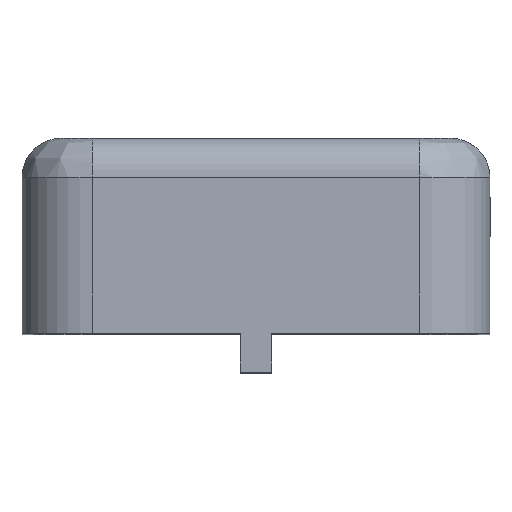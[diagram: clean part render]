
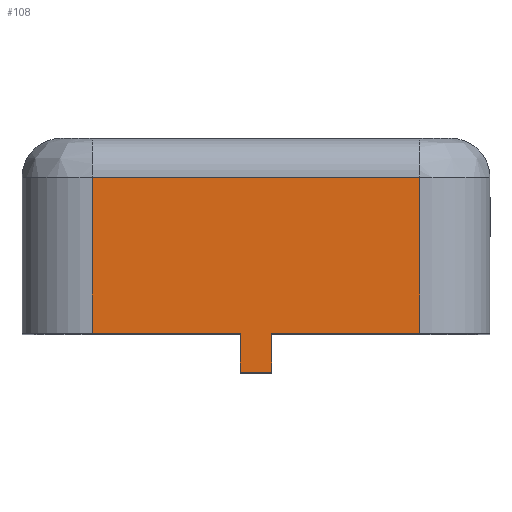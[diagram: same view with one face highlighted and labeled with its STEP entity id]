
A CAD part, top view. The second image highlights one B-rep face of the part: STEP entity #108.
In plain terms, the highlighted planar face has unit normal (0, 0, 1).
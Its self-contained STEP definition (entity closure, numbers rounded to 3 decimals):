
#108 = ADVANCED_FACE( 'NONE', ( #280 ), #281, .T. );
#280 = FACE_OUTER_BOUND( '', #547, .T. );
#281 = PLANE( '', #548 );
#547 = EDGE_LOOP( '', ( #874, #875, #876, #877, #878, #879, #880, #881 ) );
#548 = AXIS2_PLACEMENT_3D( '', #882, #883, #884 );
#874 = ORIENTED_EDGE( '', *, *, #1536, .T. );
#875 = ORIENTED_EDGE( '', *, *, #1537, .F. );
#876 = ORIENTED_EDGE( '', *, *, #1538, .F. );
#877 = ORIENTED_EDGE( '', *, *, #1539, .T. );
#878 = ORIENTED_EDGE( '', *, *, #1540, .T. );
#879 = ORIENTED_EDGE( '', *, *, #1541, .F. );
#880 = ORIENTED_EDGE( '', *, *, #1542, .F. );
#881 = ORIENTED_EDGE( '', *, *, #1543, .T. );
#882 = CARTESIAN_POINT( '', ( -4.2, 0., 10.5 ) );
#883 = DIRECTION( '', ( 0., 0., 1. ) );
#884 = DIRECTION( '', ( 1., 0., 0. ) );
#1536 = EDGE_CURVE( 'NONE', #1824, #1825, #1826, .T. );
#1537 = EDGE_CURVE( 'NONE', #1827, #1825, #1828, .T. );
#1538 = EDGE_CURVE( 'NONE', #1829, #1827, #1830, .T. );
#1539 = EDGE_CURVE( 'NONE', #1829, #1831, #1832, .T. );
#1540 = EDGE_CURVE( 'NONE', #1831, #1833, #1834, .T. );
#1541 = EDGE_CURVE( 'NONE', #1835, #1833, #1836, .T. );
#1542 = EDGE_CURVE( 'NONE', #1782, #1835, #1837, .T. );
#1543 = EDGE_CURVE( 'NONE', #1782, #1824, #1838, .T. );
#1782 = VERTEX_POINT( 'NONE', #2180 );
#1824 = VERTEX_POINT( 'NONE', #2231 );
#1825 = VERTEX_POINT( 'NONE', #2232 );
#1826 = LINE( '', #2233, #2234 );
#1827 = VERTEX_POINT( 'NONE', #2235 );
#1828 = LINE( '', #2236, #2237 );
#1829 = VERTEX_POINT( 'NONE', #2238 );
#1830 = LINE( '', #2239, #2240 );
#1831 = VERTEX_POINT( 'NONE', #2241 );
#1832 = LINE( '', #2242, #2243 );
#1833 = VERTEX_POINT( 'NONE', #2244 );
#1834 = LINE( '', #2245, #2246 );
#1835 = VERTEX_POINT( 'NONE', #2247 );
#1836 = LINE( '', #2248, #2249 );
#1837 = LINE( '', #2250, #2251 );
#1838 = LINE( '', #2252, #2253 );
#2180 = CARTESIAN_POINT( '', ( -4.2, -1., 10.5 ) );
#2231 = CARTESIAN_POINT( '', ( -4.2, -5., 10.5 ) );
#2232 = CARTESIAN_POINT( '', ( -0.4, -5., 10.5 ) );
#2233 = CARTESIAN_POINT( '', ( -4.2, -5., 10.5 ) );
#2234 = VECTOR( '', #2730, 1000. );
#2235 = CARTESIAN_POINT( '', ( -0.4, -6., 10.5 ) );
#2236 = CARTESIAN_POINT( '', ( -0.4, -6., 10.5 ) );
#2237 = VECTOR( '', #2731, 1000. );
#2238 = CARTESIAN_POINT( '', ( 0.4, -6., 10.5 ) );
#2239 = CARTESIAN_POINT( '', ( -0.4, -6., 10.5 ) );
#2240 = VECTOR( '', #2732, 1000. );
#2241 = CARTESIAN_POINT( '', ( 0.4, -5., 10.5 ) );
#2242 = CARTESIAN_POINT( '', ( 0.4, -6., 10.5 ) );
#2243 = VECTOR( '', #2733, 1000. );
#2244 = CARTESIAN_POINT( '', ( 4.2, -5., 10.5 ) );
#2245 = CARTESIAN_POINT( '', ( -4.2, -5., 10.5 ) );
#2246 = VECTOR( '', #2734, 1000. );
#2247 = CARTESIAN_POINT( '', ( 4.2, -1., 10.5 ) );
#2248 = CARTESIAN_POINT( '', ( 4.2, 0., 10.5 ) );
#2249 = VECTOR( '', #2735, 1000. );
#2250 = CARTESIAN_POINT( '', ( -4.2, -1., 10.5 ) );
#2251 = VECTOR( '', #2736, 1000. );
#2252 = CARTESIAN_POINT( '', ( -4.2, 0., 10.5 ) );
#2253 = VECTOR( '', #2737, 1000. );
#2730 = DIRECTION( '', ( 1., 0., 0. ) );
#2731 = DIRECTION( '', ( 0., 1., 0. ) );
#2732 = DIRECTION( '', ( -1., 0., 0. ) );
#2733 = DIRECTION( '', ( 0., 1., 0. ) );
#2734 = DIRECTION( '', ( 1., 0., 0. ) );
#2735 = DIRECTION( '', ( 0., -1., 0. ) );
#2736 = DIRECTION( '', ( 1., 0., 0. ) );
#2737 = DIRECTION( '', ( 0., -1., 0. ) );
